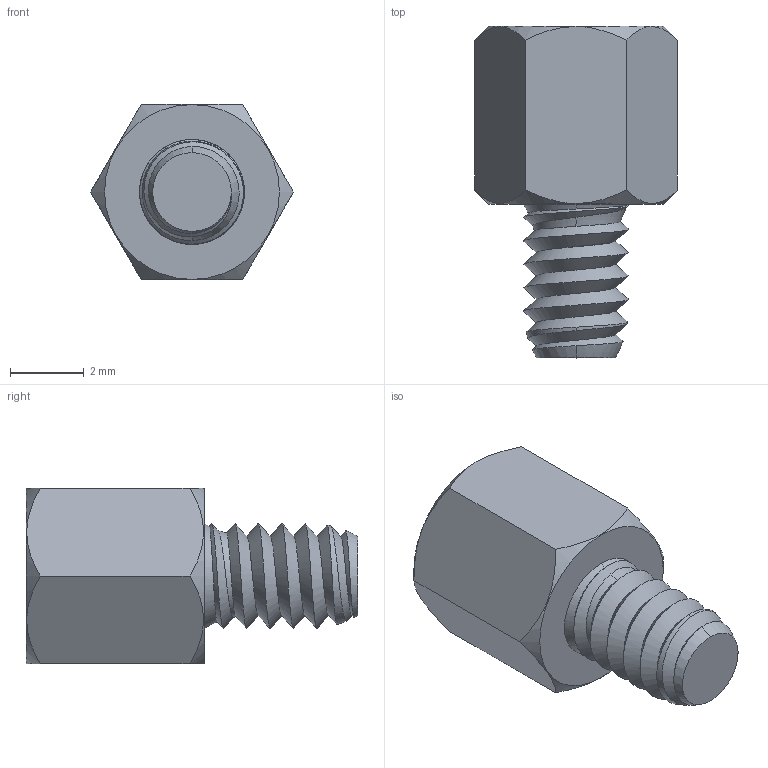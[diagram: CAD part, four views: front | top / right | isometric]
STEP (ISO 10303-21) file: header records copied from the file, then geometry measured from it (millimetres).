
FILE_DESCRIPTION (( 'STEP AP203' ), '1' );
FILE_NAME ('DSK00002.STEP', '2018-05-09T12:22:39', ( '' ), ( '' ), 'SwSTEP 2.0', 'SolidWorks 2017', '' );
FILE_SCHEMA (( 'CONFIG_CONTROL_DESIGN' ));
Length unit declared in the file: inch
Products named in the file (1): DSK00002
Bounding box: 5.5 x 9 x 4.76 mm (x, y, z)
Volume: 94.4 mm3; surface area: 200.2 mm2
Topology: 1 solids, 1 shells, 40 faces, 103 edges, 65 vertices
Faces by surface type: torus 18, cone 9, plane 9, bspline 4
Entity records: 4182 total; most frequent: CARTESIAN_POINT 3243, ORIENTED_EDGE 202, DIRECTION 149, EDGE_CURVE 101, AXIS2_PLACEMENT_3D 67, VERTEX_POINT 65, B_SPLINE_CURVE_WITH_KNOTS 52, EDGE_LOOP 42
